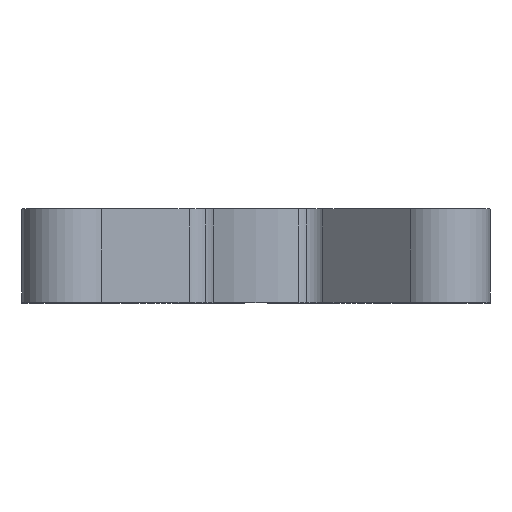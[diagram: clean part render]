
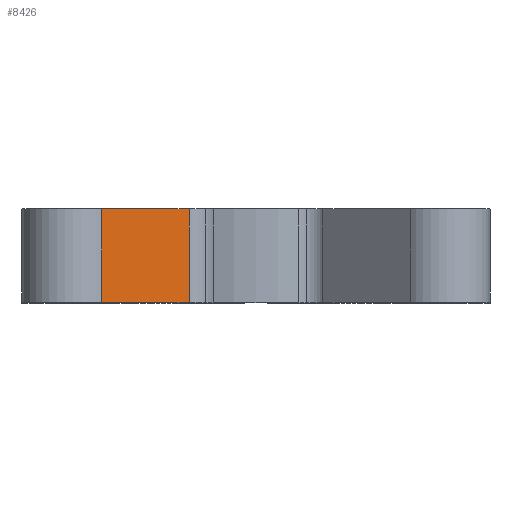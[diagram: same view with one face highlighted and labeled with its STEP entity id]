
A CAD part, top view. The second image highlights one B-rep face of the part: STEP entity #8426.
In plain terms, the highlighted planar face has unit normal (0.707, 0, 0.707).
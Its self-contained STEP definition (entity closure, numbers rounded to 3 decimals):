
#369 = VECTOR ( 'NONE', #2665, 1000. ) ;
#542 = EDGE_CURVE ( 'NONE', #9673, #18430, #22413, .T. ) ;
#1303 = VECTOR ( 'NONE', #20466, 1000. ) ;
#2665 = DIRECTION ( 'NONE',  ( 0.707, 0., -0.707 ) ) ;
#2828 = ORIENTED_EDGE ( 'NONE', *, *, #28426, .T. ) ;
#3030 = CARTESIAN_POINT ( 'NONE',  ( -13.172, 8., 18.828 ) ) ;
#3057 = VERTEX_POINT ( 'NONE', #13072 ) ;
#4993 = FACE_OUTER_BOUND ( 'NONE', #14182, .T. ) ;
#5160 = CARTESIAN_POINT ( 'NONE',  ( -13.172, 0., 18.828 ) ) ;
#6324 = LINE ( 'NONE', #21625, #11909 ) ;
#6410 = DIRECTION ( 'NONE',  ( -0.707, 0., -0.707 ) ) ;
#6958 = CARTESIAN_POINT ( 'NONE',  ( 2.828, 8., 2.828 ) ) ;
#7454 = LINE ( 'NONE', #13971, #369 ) ;
#8155 = CARTESIAN_POINT ( 'NONE',  ( -13.172, 8., 18.828 ) ) ;
#8204 = DIRECTION ( 'NONE',  ( 0., 1., 0. ) ) ;
#8426 = ADVANCED_FACE ( 'NONE', ( #4993 ), #22169, .F. ) ;
#9673 = VERTEX_POINT ( 'NONE', #3030 ) ;
#9722 = VECTOR ( 'NONE', #24045, 1000. ) ;
#10034 = ORIENTED_EDGE ( 'NONE', *, *, #11308, .T. ) ;
#10805 = DIRECTION ( 'NONE',  ( -0.707, 0., 0.707 ) ) ;
#11308 = EDGE_CURVE ( 'NONE', #3057, #18430, #6324, .T. ) ;
#11909 = VECTOR ( 'NONE', #8204, 1000. ) ;
#11917 = VERTEX_POINT ( 'NONE', #5160 ) ;
#12729 = ORIENTED_EDGE ( 'NONE', *, *, #542, .F. ) ;
#13072 = CARTESIAN_POINT ( 'NONE',  ( -5.723, 0., 11.38 ) ) ;
#13259 = LINE ( 'NONE', #8155, #9722 ) ;
#13971 = CARTESIAN_POINT ( 'NONE',  ( 2.828, 0., 2.828 ) ) ;
#14182 = EDGE_LOOP ( 'NONE', ( #14666, #10034, #12729, #2828 ) ) ;
#14666 = ORIENTED_EDGE ( 'NONE', *, *, #20587, .T. ) ;
#18430 = VERTEX_POINT ( 'NONE', #23078 ) ;
#20466 = DIRECTION ( 'NONE',  ( 0.707, 0., -0.707 ) ) ;
#20587 = EDGE_CURVE ( 'NONE', #11917, #3057, #7454, .T. ) ;
#21625 = CARTESIAN_POINT ( 'NONE',  ( -5.723, 8., 11.38 ) ) ;
#22169 = PLANE ( 'NONE',  #28722 ) ;
#22413 = LINE ( 'NONE', #6958, #1303 ) ;
#23078 = CARTESIAN_POINT ( 'NONE',  ( -5.723, 8., 11.38 ) ) ;
#24045 = DIRECTION ( 'NONE',  ( 0., -1., 0. ) ) ;
#28426 = EDGE_CURVE ( 'NONE', #9673, #11917, #13259, .T. ) ;
#28672 = CARTESIAN_POINT ( 'NONE',  ( 2.828, 8., 2.828 ) ) ;
#28722 = AXIS2_PLACEMENT_3D ( 'NONE', #28672, #6410, #10805 ) ;
